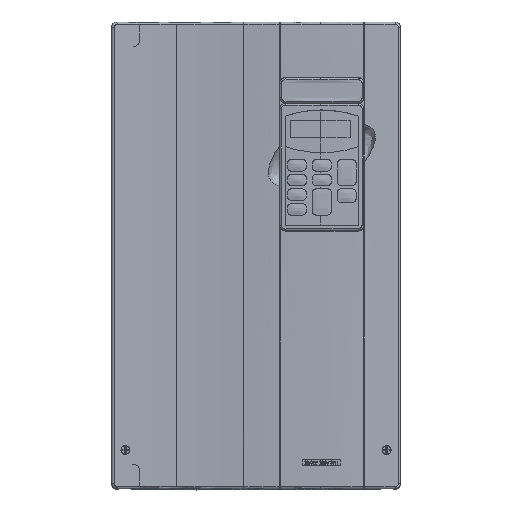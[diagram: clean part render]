
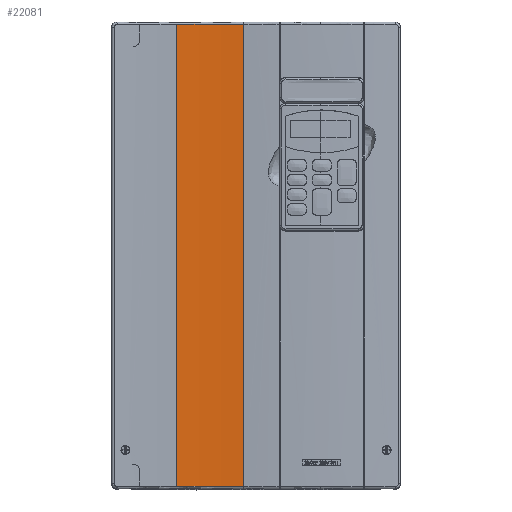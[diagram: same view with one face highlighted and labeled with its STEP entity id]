
A CAD part, top view. The second image highlights one B-rep face of the part: STEP entity #22081.
In plain terms, the highlighted cylindrical face has radius 674.116 mm (diameter 1348.23 mm), a partial arc.
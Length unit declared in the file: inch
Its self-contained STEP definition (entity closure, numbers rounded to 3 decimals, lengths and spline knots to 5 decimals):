
#1150 = CIRCLE ( 'NONE', #62620, 26.54 ) ;
#3270 = EDGE_CURVE ( 'NONE', #27276, #29595, #28111, .T. ) ;
#3612 = VERTEX_POINT ( 'NONE', #51959 ) ;
#7665 = AXIS2_PLACEMENT_3D ( 'NONE', #41934, #12851, #46831 ) ;
#7815 = EDGE_CURVE ( 'NONE', #29595, #13486, #56063, .T. ) ;
#10348 = CARTESIAN_POINT ( 'NONE',  ( -2.7, -7.87, 3.86922 ) ) ;
#10533 = CARTESIAN_POINT ( 'NONE',  ( -2.7, 7.95, 3.86922 ) ) ;
#11165 = CARTESIAN_POINT ( 'NONE',  ( -2.7, 7.95, 30.40922 ) ) ;
#12851 = DIRECTION ( 'NONE',  ( 0., -1., 0. ) ) ;
#13486 = VERTEX_POINT ( 'NONE', #40341 ) ;
#18135 = FACE_OUTER_BOUND ( 'NONE', #55920, .T. ) ;
#19980 = LINE ( 'NONE', #28356, #45906 ) ;
#20049 = ORIENTED_EDGE ( 'NONE', *, *, #61776, .T. ) ;
#22081 = ADVANCED_FACE ( 'NONE', ( #18135 ), #49266, .F. ) ;
#24006 = CARTESIAN_POINT ( 'NONE',  ( -2.7, 7.87, 30.40922 ) ) ;
#25153 = DIRECTION ( 'NONE',  ( 0., -1., 0. ) ) ;
#27276 = VERTEX_POINT ( 'NONE', #56167 ) ;
#28111 = LINE ( 'NONE', #10533, #46434 ) ;
#28356 = CARTESIAN_POINT ( 'NONE',  ( -0.42089, 7.95, 3.96726 ) ) ;
#28850 = DIRECTION ( 'NONE',  ( 0., 0., 1. ) ) ;
#29595 = VERTEX_POINT ( 'NONE', #10348 ) ;
#29907 = AXIS2_PLACEMENT_3D ( 'NONE', #11165, #50031, #40448 ) ;
#37820 = ORIENTED_EDGE ( 'NONE', *, *, #58758, .F. ) ;
#40341 = CARTESIAN_POINT ( 'NONE',  ( -0.42089, -7.87, 3.96726 ) ) ;
#40448 = DIRECTION ( 'NONE',  ( 0., 0., -1. ) ) ;
#41934 = CARTESIAN_POINT ( 'NONE',  ( -2.7, -7.87, 30.40922 ) ) ;
#45906 = VECTOR ( 'NONE', #62368, 39.37008 ) ;
#46434 = VECTOR ( 'NONE', #25153, 39.37008 ) ;
#46831 = DIRECTION ( 'NONE',  ( 0., 0., 1. ) ) ;
#49266 = CYLINDRICAL_SURFACE ( 'NONE', #29907, 26.54 ) ;
#50031 = DIRECTION ( 'NONE',  ( 0., -1., 0. ) ) ;
#50332 = ORIENTED_EDGE ( 'NONE', *, *, #7815, .T. ) ;
#51959 = CARTESIAN_POINT ( 'NONE',  ( -0.42089, 7.87, 3.96726 ) ) ;
#55920 = EDGE_LOOP ( 'NONE', ( #20049, #56593, #50332, #37820 ) ) ;
#56063 = CIRCLE ( 'NONE', #7665, 26.54 ) ;
#56167 = CARTESIAN_POINT ( 'NONE',  ( -2.7, 7.87, 3.86922 ) ) ;
#56593 = ORIENTED_EDGE ( 'NONE', *, *, #3270, .T. ) ;
#58003 = DIRECTION ( 'NONE',  ( 0., 1., 0. ) ) ;
#58758 = EDGE_CURVE ( 'NONE', #3612, #13486, #19980, .T. ) ;
#61776 = EDGE_CURVE ( 'NONE', #3612, #27276, #1150, .T. ) ;
#62368 = DIRECTION ( 'NONE',  ( 0., -1., 0. ) ) ;
#62620 = AXIS2_PLACEMENT_3D ( 'NONE', #24006, #58003, #28850 ) ;
